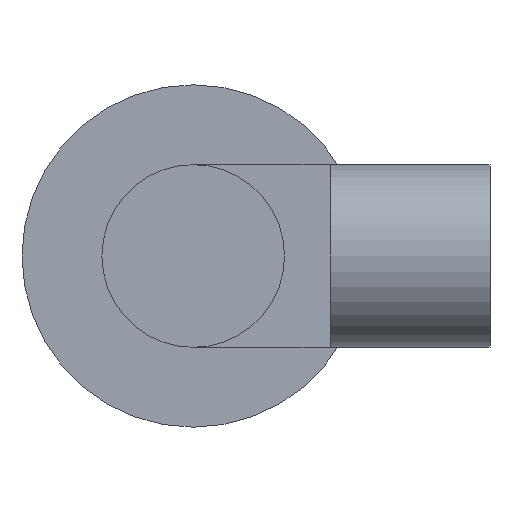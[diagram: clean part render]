
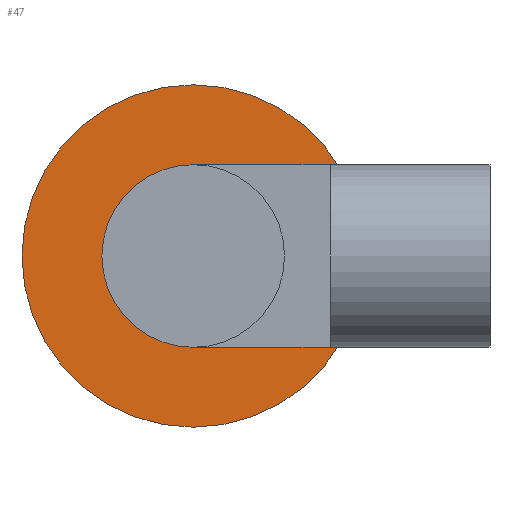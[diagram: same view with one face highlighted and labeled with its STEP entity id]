
A CAD part, front view. The second image highlights one B-rep face of the part: STEP entity #47.
In plain terms, the highlighted planar face has unit normal (0, -1, 0).
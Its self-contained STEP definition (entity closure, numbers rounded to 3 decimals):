
#33 = ORIENTED_EDGE ( 'NONE', *, *, #249, .F. ) ;
#47 = ADVANCED_FACE ( 'NONE', ( #290, #362 ), #836, .F. ) ;
#80 = DIRECTION ( 'NONE',  ( 0., 0., 1. ) ) ;
#85 = CARTESIAN_POINT ( 'NONE',  ( 0., 85.3, 0. ) ) ;
#109 = CIRCLE ( 'NONE', #319, 8. ) ;
#142 = CARTESIAN_POINT ( 'NONE',  ( 0., 85.3, -15. ) ) ;
#173 = AXIS2_PLACEMENT_3D ( 'NONE', #85, #805, #80 ) ;
#180 = CARTESIAN_POINT ( 'NONE',  ( 0., 85.3, 0. ) ) ;
#249 = EDGE_CURVE ( 'NONE', #408, #475, #614, .T. ) ;
#290 = FACE_BOUND ( 'NONE', #364, .T. ) ;
#309 = CIRCLE ( 'NONE', #173, 15. ) ;
#319 = AXIS2_PLACEMENT_3D ( 'NONE', #811, #363, #580 ) ;
#328 = DIRECTION ( 'NONE',  ( 0., 0., 1. ) ) ;
#359 = CARTESIAN_POINT ( 'NONE',  ( 0., 85.3, 15. ) ) ;
#362 = FACE_OUTER_BOUND ( 'NONE', #919, .T. ) ;
#363 = DIRECTION ( 'NONE',  ( 0., 1., 0. ) ) ;
#364 = EDGE_LOOP ( 'NONE', ( #383, #651 ) ) ;
#378 = AXIS2_PLACEMENT_3D ( 'NONE', #773, #398, #544 ) ;
#383 = ORIENTED_EDGE ( 'NONE', *, *, #635, .T. ) ;
#398 = DIRECTION ( 'NONE',  ( 0., 1., 0. ) ) ;
#408 = VERTEX_POINT ( 'NONE', #142 ) ;
#415 = DIRECTION ( 'NONE',  ( 0., 0., 1. ) ) ;
#438 = CARTESIAN_POINT ( 'NONE',  ( 0., 85.3, 8. ) ) ;
#475 = VERTEX_POINT ( 'NONE', #359 ) ;
#504 = VERTEX_POINT ( 'NONE', #438 ) ;
#529 = EDGE_CURVE ( 'NONE', #475, #408, #309, .T. ) ;
#544 = DIRECTION ( 'NONE',  ( 0., 0., 1. ) ) ;
#571 = CIRCLE ( 'NONE', #694, 8. ) ;
#580 = DIRECTION ( 'NONE',  ( 0., 0., 1. ) ) ;
#587 = ORIENTED_EDGE ( 'NONE', *, *, #529, .F. ) ;
#614 = CIRCLE ( 'NONE', #378, 15. ) ;
#635 = EDGE_CURVE ( 'NONE', #771, #504, #571, .T. ) ;
#647 = CARTESIAN_POINT ( 'NONE',  ( 0., 85.3, 0. ) ) ;
#651 = ORIENTED_EDGE ( 'NONE', *, *, #769, .T. ) ;
#685 = DIRECTION ( 'NONE',  ( 0., 1., 0. ) ) ;
#694 = AXIS2_PLACEMENT_3D ( 'NONE', #647, #719, #415 ) ;
#718 = CARTESIAN_POINT ( 'NONE',  ( 0., 85.3, -8. ) ) ;
#719 = DIRECTION ( 'NONE',  ( 0., 1., 0. ) ) ;
#769 = EDGE_CURVE ( 'NONE', #504, #771, #109, .T. ) ;
#771 = VERTEX_POINT ( 'NONE', #718 ) ;
#773 = CARTESIAN_POINT ( 'NONE',  ( 0., 85.3, 0. ) ) ;
#805 = DIRECTION ( 'NONE',  ( 0., 1., 0. ) ) ;
#811 = CARTESIAN_POINT ( 'NONE',  ( 0., 85.3, 0. ) ) ;
#836 = PLANE ( 'NONE',  #884 ) ;
#884 = AXIS2_PLACEMENT_3D ( 'NONE', #180, #685, #328 ) ;
#919 = EDGE_LOOP ( 'NONE', ( #33, #587 ) ) ;
